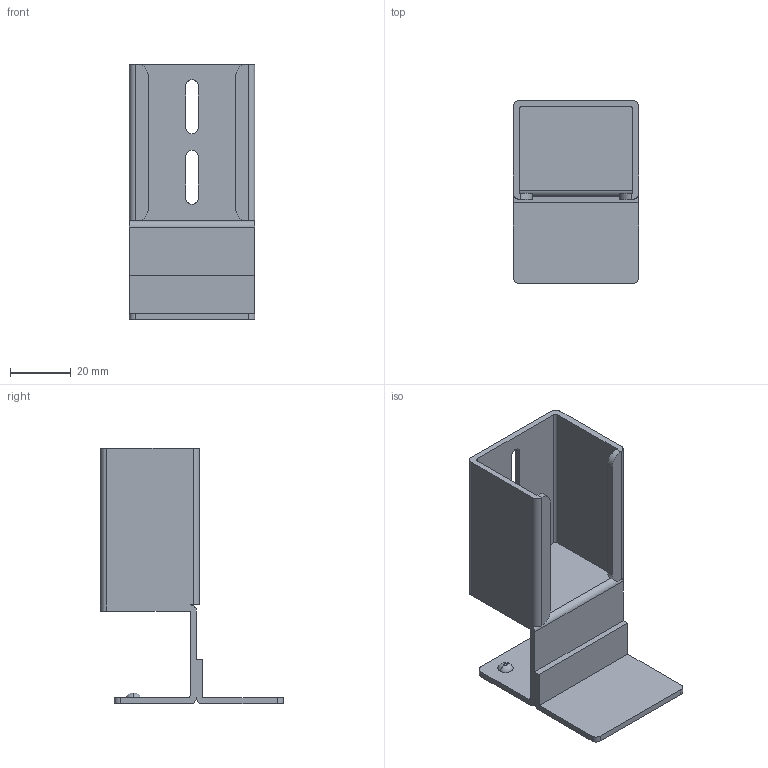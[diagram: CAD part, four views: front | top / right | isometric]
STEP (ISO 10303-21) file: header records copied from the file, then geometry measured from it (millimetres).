
FILE_DESCRIPTION (( 'STEP AP214' ), '1' );
FILE_NAME ('B343 Êðîíøòåéí äëÿ ñòàëüíîé íàïðàâëÿþùåé, òèï B.STEP', '2025-06-05T11:25:03', ( '' ), ( '' ), 'SwSTEP 2.0', 'SolidWorks 2025', '' );
FILE_SCHEMA (( 'AUTOMOTIVE_DESIGN' ));
Length unit declared in the file: millimetre
Products named in the file (1): B343 Кронштейн для стальной направляющей, тип B
Bounding box: 41.2 x 60.09 x 84 mm (x, y, z)
Volume: 21414.8 mm3; surface area: 21554.1 mm2
Topology: 1 solids, 1 shells, 67 faces, 181 edges, 120 vertices
Faces by surface type: plane 35, cylinder 24, torus 8
Entity records: 2166 total; most frequent: DIRECTION 389, CARTESIAN_POINT 369, ORIENTED_EDGE 362, EDGE_CURVE 181, AXIS2_PLACEMENT_3D 140, VERTEX_POINT 120, LINE 109, VECTOR 109
